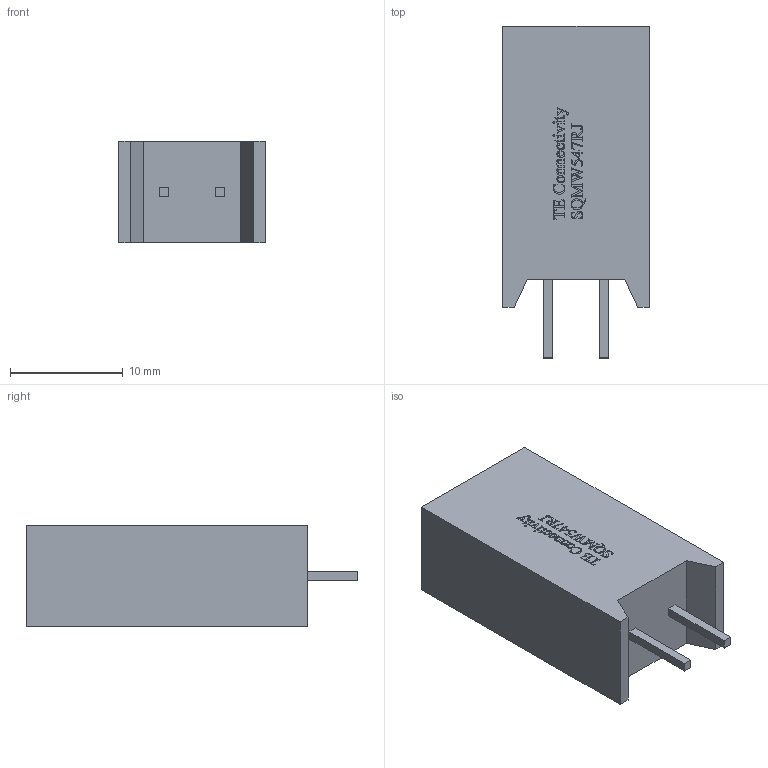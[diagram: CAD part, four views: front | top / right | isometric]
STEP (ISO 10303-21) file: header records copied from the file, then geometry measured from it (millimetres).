
FILE_DESCRIPTION(/* description */ (''),/* implementation_level */ '2;1');
FILE_NAME(/* name */ 'Assembly1dfdfdfdf.stp',/* time_stamp */ '2019-07-24T12:54:53+02:00',/* author */ ('User'),/* organization */ (''),/* preprocessor_version */ 'ST-DEVELOPER v16.5',/* originating_system */ 'Autodesk Inventor 2017',/* authorisation */ '');
FILE_SCHEMA (('AUTOMOTIVE_DESIGN { 1 0 10303 214 3 1 1 }'));
Length unit declared in the file: millimetre
Products named in the file (3): Assembly1dfdfdfdf; Part1fgfgfgfg; ererererer
Assembly tree (3 placements, depth 2):
  Assembly1dfdfdfdf
    Part1fgfgfgfg
    ererererer  x2
Bounding box: 13 x 29.5 x 9 mm (x, y, z)
Volume: 2712.6 mm3; surface area: 1361.9 mm2
Topology: 3 solids, 3 shells, 538 faces, 1506 edges, 1004 vertices
Faces by surface type: plane 289, bspline 248, cylinder 1
Entity records: 17949 total; most frequent: CARTESIAN_POINT 5848, ORIENTED_EDGE 2988, DIRECTION 1576, EDGE_CURVE 1494, LINE 996, VECTOR 996, VERTEX_POINT 996, EDGE_LOOP 562
